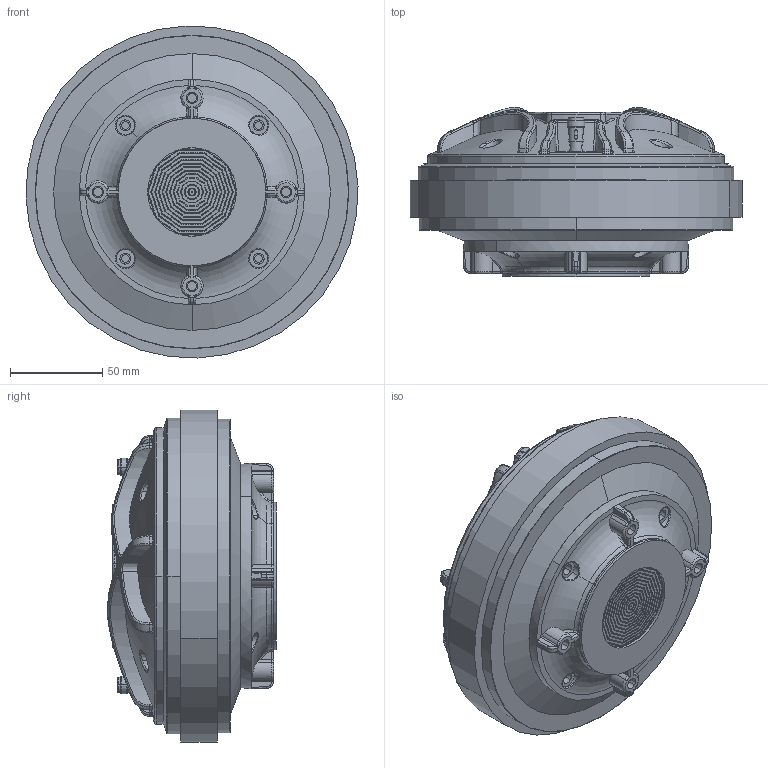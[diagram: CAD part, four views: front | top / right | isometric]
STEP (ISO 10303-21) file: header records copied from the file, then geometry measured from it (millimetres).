
FILE_DESCRIPTION (( 'STEP AP214' ), '1' );
FILE_NAME ('049 3D.STEP', '2023-04-26T00:58:39', ( '' ), ( '' ), 'SwSTEP 2.0', 'SolidWorks 2020', '' );
FILE_SCHEMA (( 'AUTOMOTIVE_DESIGN' ));
Length unit declared in the file: millimetre
Products named in the file (1): 049 3D
Bounding box: 179.88 x 91.56 x 179.88 mm (x, y, z)
Surface area: 151154 mm2 (no closed solid volume)
Topology: 0 solids, 18 shells, 1477 faces, 6335 edges, 4849 vertices
Faces by surface type: cylinder 1000, bspline 242, torus 99, plane 82, cone 54
Entity records: 102894 total; most frequent: CARTESIAN_POINT 31502, DIRECTION 12539, ORIENTED_EDGE 9439, EDGE_CURVE 6328, AXIS2_PLACEMENT_3D 5681, VERTEX_POINT 4849, CIRCLE 4445, EDGE_LOOP 3007
